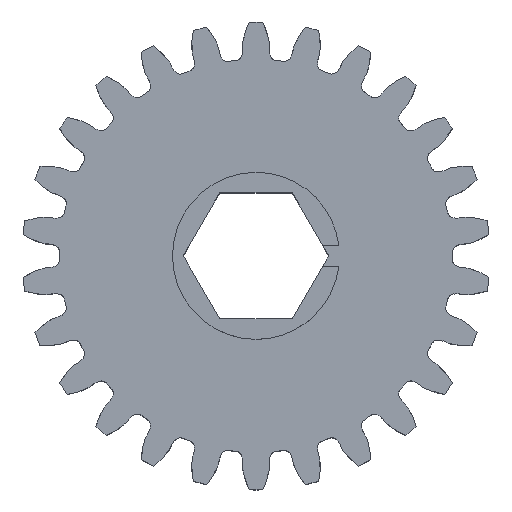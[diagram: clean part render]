
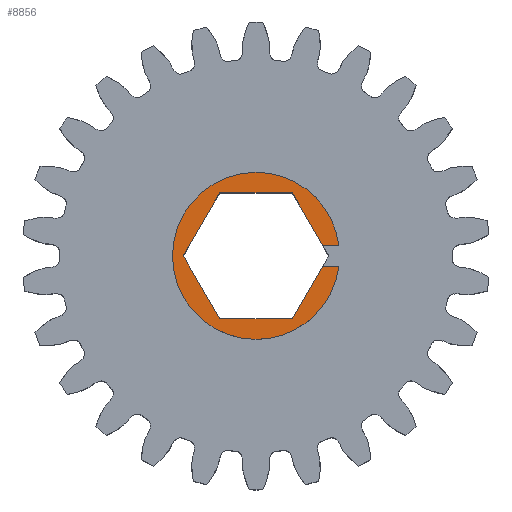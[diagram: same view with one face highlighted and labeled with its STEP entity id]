
A CAD part, top view. The second image highlights one B-rep face of the part: STEP entity #8856.
In plain terms, the highlighted planar face has unit normal (0, 0, 1).
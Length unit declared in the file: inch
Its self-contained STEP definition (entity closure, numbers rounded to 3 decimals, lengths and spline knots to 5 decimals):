
#130 = CARTESIAN_POINT ( 'NONE',  ( 0., 0., 0.249 ) ) ;
#254 = VECTOR ( 'NONE', #423, 39.37008 ) ;
#293 = VERTEX_POINT ( 'NONE', #2671 ) ;
#299 = DIRECTION ( 'NONE',  ( 1., 0., 0. ) ) ;
#357 = DIRECTION ( 'NONE',  ( 0.5, -0.866, 0. ) ) ;
#423 = DIRECTION ( 'NONE',  ( -1., 0., 0. ) ) ;
#488 = ORIENTED_EDGE ( 'NONE', *, *, #10205, .F. ) ;
#623 = VERTEX_POINT ( 'NONE', #2373 ) ;
#933 = EDGE_CURVE ( 'NONE', #7600, #8408, #4353, .T. ) ;
#935 = VERTEX_POINT ( 'NONE', #2089 ) ;
#1069 = LINE ( 'NONE', #5497, #11464 ) ;
#1198 = EDGE_CURVE ( 'NONE', #8408, #935, #1567, .T. ) ;
#1567 = CIRCLE ( 'NONE', #3037, 0.25 ) ;
#1740 = CARTESIAN_POINT ( 'NONE',  ( 0., 0.25, 0.249 ) ) ;
#1750 = AXIS2_PLACEMENT_3D ( 'NONE', #3903, #4085, #8532 ) ;
#1944 = ORIENTED_EDGE ( 'NONE', *, *, #7486, .F. ) ;
#2089 = CARTESIAN_POINT ( 'NONE',  ( 0., -0.25, 0.249 ) ) ;
#2201 = EDGE_CURVE ( 'NONE', #7600, #5030, #10917, .T. ) ;
#2301 = LINE ( 'NONE', #10238, #9199 ) ;
#2336 = VERTEX_POINT ( 'NONE', #3067 ) ;
#2373 = CARTESIAN_POINT ( 'NONE',  ( -0.10883, -0.1885, 0.249 ) ) ;
#2444 = VERTEX_POINT ( 'NONE', #3769 ) ;
#2671 = CARTESIAN_POINT ( 'NONE',  ( 0.10883, 0.1885, 0.249 ) ) ;
#3029 = LINE ( 'NONE', #6597, #11287 ) ;
#3037 = AXIS2_PLACEMENT_3D ( 'NONE', #8106, #9964, #10835 ) ;
#3062 = DIRECTION ( 'NONE',  ( 1., 0., 0. ) ) ;
#3067 = CARTESIAN_POINT ( 'NONE',  ( -0.21766, 0., 0.249 ) ) ;
#3099 = CARTESIAN_POINT ( 'NONE',  ( 0.08367, 0.03125, 0.249 ) ) ;
#3206 = EDGE_CURVE ( 'NONE', #10367, #2444, #2301, .T. ) ;
#3549 = CARTESIAN_POINT ( 'NONE',  ( -0.10883, 0.1885, 0.249 ) ) ;
#3555 = ORIENTED_EDGE ( 'NONE', *, *, #3206, .F. ) ;
#3625 = PLANE ( 'NONE',  #8117 ) ;
#3769 = CARTESIAN_POINT ( 'NONE',  ( 0.24804, -0.03125, 0.249 ) ) ;
#3848 = EDGE_CURVE ( 'NONE', #5030, #293, #5179, .T. ) ;
#3903 = CARTESIAN_POINT ( 'NONE',  ( 0., 0., 0.249 ) ) ;
#4003 = CARTESIAN_POINT ( 'NONE',  ( -0.10883, -0.1885, 0.249 ) ) ;
#4085 = DIRECTION ( 'NONE',  ( 0., 0., 1. ) ) ;
#4250 = CARTESIAN_POINT ( 'NONE',  ( 0.21766, 0., 0.249 ) ) ;
#4353 = CIRCLE ( 'NONE', #1750, 0.25 ) ;
#4367 = ORIENTED_EDGE ( 'NONE', *, *, #3848, .F. ) ;
#4369 = ORIENTED_EDGE ( 'NONE', *, *, #6924, .F. ) ;
#4460 = CARTESIAN_POINT ( 'NONE',  ( -0.10883, 0.1885, 0.249 ) ) ;
#4726 = DIRECTION ( 'NONE',  ( 0., 0., 1. ) ) ;
#4768 = VERTEX_POINT ( 'NONE', #4460 ) ;
#4930 = VECTOR ( 'NONE', #8871, 39.37008 ) ;
#4947 = VECTOR ( 'NONE', #357, 39.37008 ) ;
#5030 = VERTEX_POINT ( 'NONE', #10286 ) ;
#5179 = LINE ( 'NONE', #4250, #8102 ) ;
#5301 = LINE ( 'NONE', #3549, #4930 ) ;
#5324 = CIRCLE ( 'NONE', #6629, 0.25 ) ;
#5490 = VECTOR ( 'NONE', #3062, 39.37008 ) ;
#5497 = CARTESIAN_POINT ( 'NONE',  ( 0.10883, -0.1885, 0.249 ) ) ;
#5541 = CARTESIAN_POINT ( 'NONE',  ( 0., 0., 0.249 ) ) ;
#5629 = LINE ( 'NONE', #4003, #5490 ) ;
#5896 = ORIENTED_EDGE ( 'NONE', *, *, #11267, .F. ) ;
#6367 = CARTESIAN_POINT ( 'NONE',  ( 0.10883, -0.1885, 0.249 ) ) ;
#6401 = CARTESIAN_POINT ( 'NONE',  ( 0.24804, 0.03125, 0.249 ) ) ;
#6597 = CARTESIAN_POINT ( 'NONE',  ( 0.10883, 0.1885, 0.249 ) ) ;
#6629 = AXIS2_PLACEMENT_3D ( 'NONE', #5541, #4726, #299 ) ;
#6751 = DIRECTION ( 'NONE',  ( -0.5, 0.866, 0. ) ) ;
#6766 = ORIENTED_EDGE ( 'NONE', *, *, #2201, .F. ) ;
#6924 = EDGE_CURVE ( 'NONE', #623, #11095, #5629, .T. ) ;
#6935 = ORIENTED_EDGE ( 'NONE', *, *, #1198, .T. ) ;
#7092 = EDGE_LOOP ( 'NONE', ( #6766, #10427, #6935, #8851, #3555, #488, #4369, #7105, #1944, #5896, #4367 ) ) ;
#7105 = ORIENTED_EDGE ( 'NONE', *, *, #11199, .F. ) ;
#7470 = CARTESIAN_POINT ( 'NONE',  ( -0.21766, 0., 0.249 ) ) ;
#7486 = EDGE_CURVE ( 'NONE', #4768, #2336, #5301, .T. ) ;
#7600 = VERTEX_POINT ( 'NONE', #6401 ) ;
#8017 = DIRECTION ( 'NONE',  ( 1., 0., 0. ) ) ;
#8102 = VECTOR ( 'NONE', #6751, 39.37008 ) ;
#8106 = CARTESIAN_POINT ( 'NONE',  ( 0., 0., 0.249 ) ) ;
#8117 = AXIS2_PLACEMENT_3D ( 'NONE', #130, #9103, #8017 ) ;
#8356 = LINE ( 'NONE', #7470, #4947 ) ;
#8408 = VERTEX_POINT ( 'NONE', #1740 ) ;
#8532 = DIRECTION ( 'NONE',  ( 1., 0., 0. ) ) ;
#8826 = DIRECTION ( 'NONE',  ( 1., 0., 0. ) ) ;
#8851 = ORIENTED_EDGE ( 'NONE', *, *, #11051, .T. ) ;
#8856 = ADVANCED_FACE ( 'NONE', ( #9874 ), #3625, .T. ) ;
#8871 = DIRECTION ( 'NONE',  ( -0.5, -0.866, 0. ) ) ;
#9062 = DIRECTION ( 'NONE',  ( 0.5, 0.866, 0. ) ) ;
#9103 = DIRECTION ( 'NONE',  ( 0., 0., 1. ) ) ;
#9199 = VECTOR ( 'NONE', #8826, 39.37008 ) ;
#9874 = FACE_OUTER_BOUND ( 'NONE', #7092, .T. ) ;
#9964 = DIRECTION ( 'NONE',  ( 0., 0., 1. ) ) ;
#10161 = DIRECTION ( 'NONE',  ( -1., 0., 0. ) ) ;
#10205 = EDGE_CURVE ( 'NONE', #11095, #10367, #1069, .T. ) ;
#10238 = CARTESIAN_POINT ( 'NONE',  ( 0.08367, -0.03125, 0.249 ) ) ;
#10286 = CARTESIAN_POINT ( 'NONE',  ( 0.19962, 0.03125, 0.249 ) ) ;
#10367 = VERTEX_POINT ( 'NONE', #11009 ) ;
#10427 = ORIENTED_EDGE ( 'NONE', *, *, #933, .T. ) ;
#10835 = DIRECTION ( 'NONE',  ( 1., 0., 0. ) ) ;
#10917 = LINE ( 'NONE', #3099, #254 ) ;
#11009 = CARTESIAN_POINT ( 'NONE',  ( 0.19962, -0.03125, 0.249 ) ) ;
#11051 = EDGE_CURVE ( 'NONE', #935, #2444, #5324, .T. ) ;
#11095 = VERTEX_POINT ( 'NONE', #6367 ) ;
#11199 = EDGE_CURVE ( 'NONE', #2336, #623, #8356, .T. ) ;
#11267 = EDGE_CURVE ( 'NONE', #293, #4768, #3029, .T. ) ;
#11287 = VECTOR ( 'NONE', #10161, 39.37008 ) ;
#11464 = VECTOR ( 'NONE', #9062, 39.37008 ) ;
